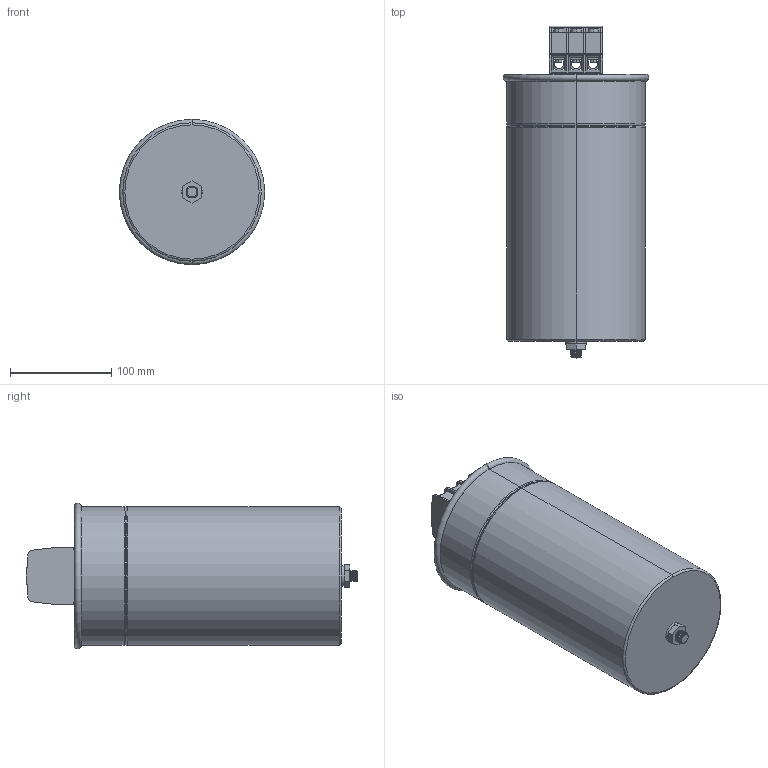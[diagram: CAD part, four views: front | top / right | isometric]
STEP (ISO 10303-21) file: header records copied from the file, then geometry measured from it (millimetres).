
FILE_DESCRIPTION (( 'STEP AP203' ), '1' );
FILE_NAME ('kps-0,4-50-3-pro.ÃÌ Êîíäåíñàòîð êîñèíóñíûé ÊÏÑ-0,4-50-3 EKF PRO.STEP', '2024-11-27T11:54:53', ( '' ), ( '' ), 'SwSTEP 2.0', 'SolidWorks 2021', '' );
FILE_SCHEMA (( 'CONFIG_CONTROL_DESIGN' ));
Length unit declared in the file: millimetre
Products named in the file (1): kps-0,4-50-3-pro.ÃÌ Êîíäåíñàòîð êîñèíóñíûé ÊÏÑ-0,4-50-3 EKF PRO
Bounding box: 143.5 x 327.5 x 143.5 mm (x, y, z)
Volume: 3874800.9 mm3; surface area: 191127.4 mm2
Topology: 1 solids, 1 shells, 540 faces, 1365 edges, 854 vertices
Faces by surface type: plane 343, cylinder 147, torus 30, cone 17, bspline 3
Entity records: 17437 total; most frequent: CARTESIAN_POINT 4162, DIRECTION 2773, ORIENTED_EDGE 2730, EDGE_CURVE 1365, LINE 939, VECTOR 939, AXIS2_PLACEMENT_3D 917, VERTEX_POINT 854
